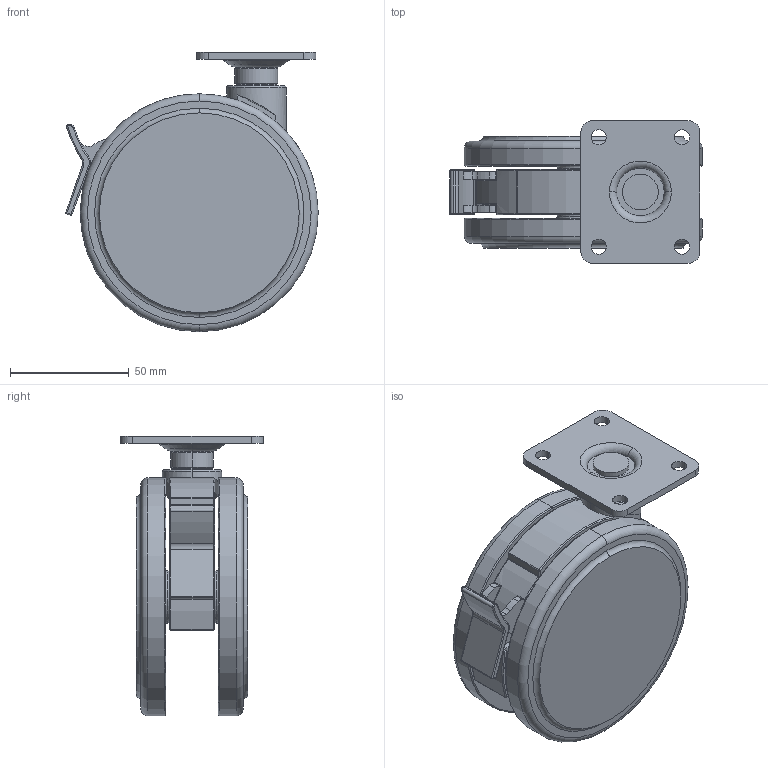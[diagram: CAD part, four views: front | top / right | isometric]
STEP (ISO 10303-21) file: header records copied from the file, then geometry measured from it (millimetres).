
FILE_DESCRIPTION (( 'STEP AP214' ), '1' );
FILE_NAME ('TCA_KFW100WS.STEP', '2016-04-28T08:04:34', ( '' ), ( '' ), 'SwSTEP 2.0', 'SolidWorks 2015', '' );
FILE_SCHEMA (( 'AUTOMOTIVE_DESIGN' ));
Length unit declared in the file: millimetre
Products named in the file (7): mounting plate; wheel_mr; wheel; main shaft; body; TCA_KFW100WS; lever
Assembly tree (6 placements, depth 2):
  TCA_KFW100WS
    body
    main shaft
    wheel
    wheel_mr
    mounting plate
    lever
Bounding box: 106.12 x 60 x 117.5 mm (x, y, z)
Volume: 240520 mm3; surface area: 67612.8 mm2
Topology: 6 solids, 6 shells, 282 faces, 669 edges, 388 vertices
Faces by surface type: cylinder 110, torus 72, plane 64, sphere 20, cone 12, bspline 4
Entity records: 8533 total; most frequent: CARTESIAN_POINT 1658, DIRECTION 1561, ORIENTED_EDGE 1294, AXIS2_PLACEMENT_3D 663, EDGE_CURVE 647, VERTEX_POINT 388, CIRCLE 376, EDGE_LOOP 305
